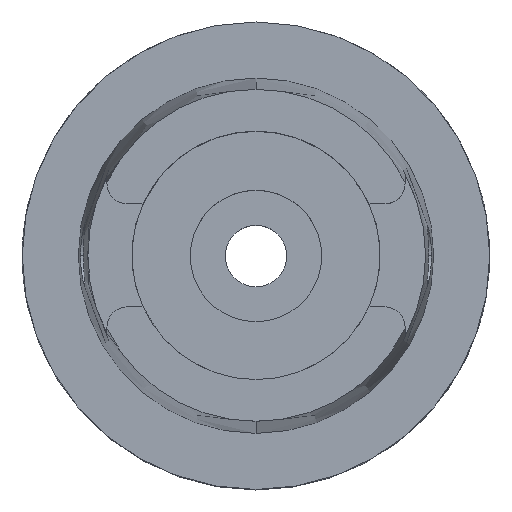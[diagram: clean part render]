
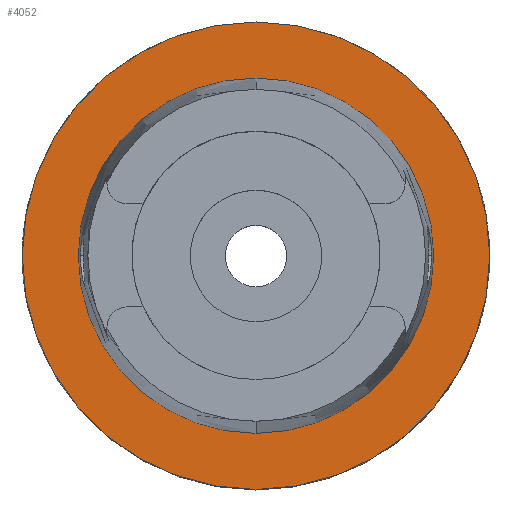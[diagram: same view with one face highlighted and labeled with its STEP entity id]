
A CAD part, top view. The second image highlights one B-rep face of the part: STEP entity #4052.
In plain terms, the highlighted planar face has unit normal (0, 0, 1).
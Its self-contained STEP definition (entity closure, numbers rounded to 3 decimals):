
#1965=CARTESIAN_POINT('',(0.,0.,0.));
#1966=DIRECTION('',(0.,0.,-1.));
#1967=DIRECTION('',(0.,-1.,0.));
#1968=AXIS2_PLACEMENT_3D('',#1965,#1966,#1967);
#1973=CARTESIAN_POINT('',(0.,0.,0.));
#1974=DIRECTION('',(0.,0.,-1.));
#1975=DIRECTION('',(0.,1.,0.));
#1976=AXIS2_PLACEMENT_3D('',#1973,#1974,#1975);
#1981=CARTESIAN_POINT('',(0.,0.,0.));
#1982=DIRECTION('',(0.,0.,1.));
#1983=DIRECTION('',(0.,-1.,0.));
#1984=AXIS2_PLACEMENT_3D('',#1981,#1982,#1983);
#1989=CARTESIAN_POINT('',(0.,0.,0.));
#1990=DIRECTION('',(0.,0.,1.));
#1991=DIRECTION('',(0.,1.,0.));
#1992=AXIS2_PLACEMENT_3D('',#1989,#1990,#1991);
#2333=CARTESIAN_POINT('',(0.,-12.16,0.));
#2334=VERTEX_POINT('',#2333);
#2335=CARTESIAN_POINT('',(0.,12.16,0.));
#2336=VERTEX_POINT('',#2335);
#2599=CARTESIAN_POINT('',(0.,16.,0.));
#2600=VERTEX_POINT('',#2599);
#2601=CARTESIAN_POINT('',(0.,-16.,0.));
#2602=VERTEX_POINT('',#2601);
#4039=CARTESIAN_POINT('',(0.,0.,0.));
#4040=DIRECTION('',(0.,0.,-1.));
#4041=DIRECTION('',(0.,-1.,0.));
#4042=AXIS2_PLACEMENT_3D('',#4039,#4040,#4041);
#4043=PLANE('',#4042);
#4044=ORIENTED_EDGE('',*,*,#4021,.T.);
#4045=ORIENTED_EDGE('',*,*,#3911,.T.);
#4046=EDGE_LOOP('',(#4044,#4045));
#4047=FACE_OUTER_BOUND('',#4046,.F.);
#4048=ORIENTED_EDGE('',*,*,#2796,.T.);
#4049=ORIENTED_EDGE('',*,*,#2769,.T.);
#4050=EDGE_LOOP('',(#4048,#4049));
#4051=FACE_BOUND('',#4050,.F.);
#1969=CIRCLE('',#1968,16.);
#1977=CIRCLE('',#1976,16.);
#1985=CIRCLE('',#1984,12.16);
#1993=CIRCLE('',#1992,12.16);
#2769=EDGE_CURVE('',#2336,#2334,#1993,.T.);
#2796=EDGE_CURVE('',#2334,#2336,#1985,.T.);
#3911=EDGE_CURVE('',#2600,#2602,#1977,.T.);
#4021=EDGE_CURVE('',#2602,#2600,#1969,.T.);
#4052=ADVANCED_FACE('',(#4047,#4051),#4043,.F.);
